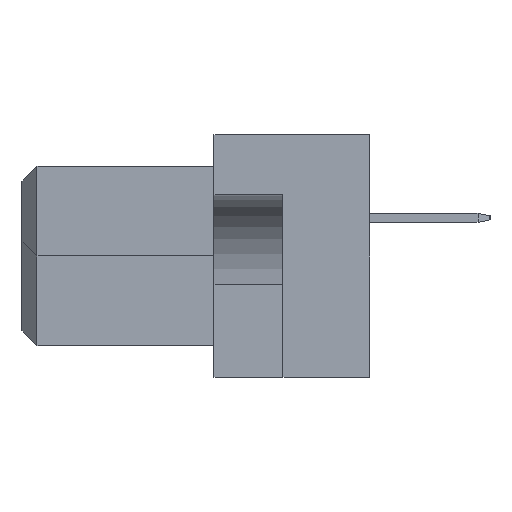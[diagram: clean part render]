
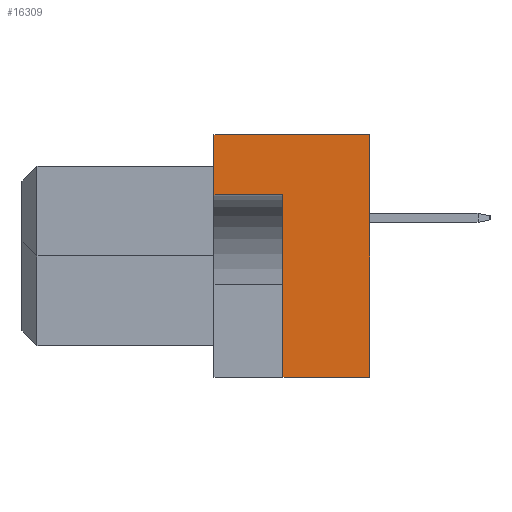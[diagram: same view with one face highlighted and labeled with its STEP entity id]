
A CAD part, left-side view. The second image highlights one B-rep face of the part: STEP entity #16309.
In plain terms, the highlighted planar face has unit normal (-1, 0, 0).
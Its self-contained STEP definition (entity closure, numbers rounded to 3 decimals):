
#189 = ORIENTED_EDGE ( 'NONE', *, *, #9068, .F. ) ;
#447 = EDGE_CURVE ( 'NONE', #11240, #13434, #11058, .T. ) ;
#789 = VERTEX_POINT ( 'NONE', #11097 ) ;
#1340 = CARTESIAN_POINT ( 'NONE',  ( -35.12, 5.2, -4.05 ) ) ;
#1814 = VECTOR ( 'NONE', #4732, 1000. ) ;
#2312 = PLANE ( 'NONE',  #17711 ) ;
#2413 = CARTESIAN_POINT ( 'NONE',  ( -35.12, 0., -4.05 ) ) ;
#2819 = CARTESIAN_POINT ( 'NONE',  ( -35.12, 2.9, 2.05 ) ) ;
#3230 = CARTESIAN_POINT ( 'NONE',  ( -35.12, 5.2, 4.05 ) ) ;
#3415 = LINE ( 'NONE', #3230, #1814 ) ;
#3534 = FACE_OUTER_BOUND ( 'NONE', #14474, .T. ) ;
#3612 = CARTESIAN_POINT ( 'NONE',  ( -35.12, 5.2, 4.05 ) ) ;
#4644 = ORIENTED_EDGE ( 'NONE', *, *, #11911, .T. ) ;
#4732 = DIRECTION ( 'NONE',  ( 0., 0., 1. ) ) ;
#5121 = DIRECTION ( 'NONE',  ( 0., 0., -1. ) ) ;
#5209 = CARTESIAN_POINT ( 'NONE',  ( -35.12, 2.9, 2.05 ) ) ;
#5439 = DIRECTION ( 'NONE',  ( 0., 1., 0. ) ) ;
#5658 = VECTOR ( 'NONE', #9759, 1000. ) ;
#5830 = CARTESIAN_POINT ( 'NONE',  ( -35.12, 5.2, 4.05 ) ) ;
#6596 = VECTOR ( 'NONE', #5439, 1000. ) ;
#6757 = DIRECTION ( 'NONE',  ( 0., 0., 1. ) ) ;
#7054 = DIRECTION ( 'NONE',  ( 0., -1., 0. ) ) ;
#8690 = CARTESIAN_POINT ( 'NONE',  ( -35.12, 2.9, -4.05 ) ) ;
#9068 = EDGE_CURVE ( 'NONE', #13482, #12431, #11444, .T. ) ;
#9508 = CARTESIAN_POINT ( 'NONE',  ( -35.12, 0., 4.05 ) ) ;
#9759 = DIRECTION ( 'NONE',  ( 0., -1., 0. ) ) ;
#10349 = VECTOR ( 'NONE', #6757, 1000. ) ;
#11058 = LINE ( 'NONE', #15539, #10349 ) ;
#11097 = CARTESIAN_POINT ( 'NONE',  ( -35.12, 5.2, 2.05 ) ) ;
#11240 = VERTEX_POINT ( 'NONE', #8690 ) ;
#11429 = LINE ( 'NONE', #2819, #6596 ) ;
#11444 = LINE ( 'NONE', #5830, #5658 ) ;
#11911 = EDGE_CURVE ( 'NONE', #11240, #12990, #14159, .T. ) ;
#12431 = VERTEX_POINT ( 'NONE', #13235 ) ;
#12990 = VERTEX_POINT ( 'NONE', #2413 ) ;
#13203 = VECTOR ( 'NONE', #16525, 1000. ) ;
#13235 = CARTESIAN_POINT ( 'NONE',  ( -35.12, 0., 4.05 ) ) ;
#13414 = EDGE_CURVE ( 'NONE', #12990, #12431, #16797, .T. ) ;
#13434 = VERTEX_POINT ( 'NONE', #5209 ) ;
#13446 = DIRECTION ( 'NONE',  ( 1., 0., 0. ) ) ;
#13482 = VERTEX_POINT ( 'NONE', #3612 ) ;
#13723 = CARTESIAN_POINT ( 'NONE',  ( -35.12, 5.2, 4.05 ) ) ;
#13724 = EDGE_CURVE ( 'NONE', #789, #13482, #3415, .T. ) ;
#13799 = ORIENTED_EDGE ( 'NONE', *, *, #447, .F. ) ;
#14005 = ORIENTED_EDGE ( 'NONE', *, *, #14426, .F. ) ;
#14147 = ORIENTED_EDGE ( 'NONE', *, *, #13724, .F. ) ;
#14159 = LINE ( 'NONE', #1340, #15903 ) ;
#14426 = EDGE_CURVE ( 'NONE', #13434, #789, #11429, .T. ) ;
#14474 = EDGE_LOOP ( 'NONE', ( #14147, #14005, #13799, #4644, #16548, #189 ) ) ;
#15539 = CARTESIAN_POINT ( 'NONE',  ( -35.12, 2.9, 2.05 ) ) ;
#15903 = VECTOR ( 'NONE', #7054, 1000. ) ;
#16309 = ADVANCED_FACE ( 'NONE', ( #3534 ), #2312, .F. ) ;
#16525 = DIRECTION ( 'NONE',  ( 0., 0., 1. ) ) ;
#16548 = ORIENTED_EDGE ( 'NONE', *, *, #13414, .T. ) ;
#16797 = LINE ( 'NONE', #9508, #13203 ) ;
#17711 = AXIS2_PLACEMENT_3D ( 'NONE', #13723, #13446, #5121 ) ;
